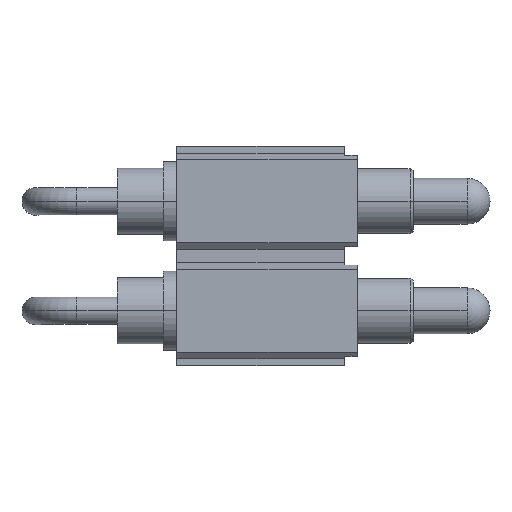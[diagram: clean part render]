
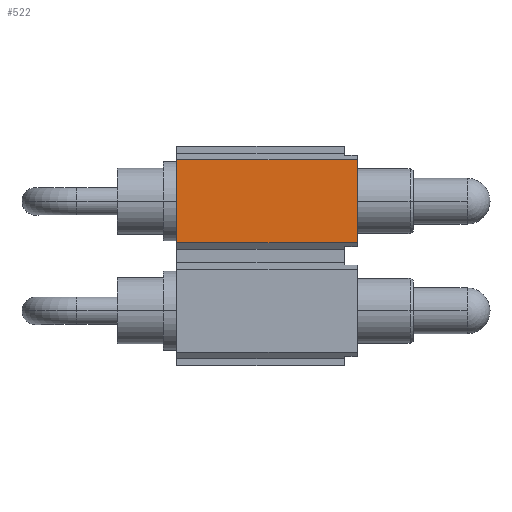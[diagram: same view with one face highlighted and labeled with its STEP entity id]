
A CAD part, top view. The second image highlights one B-rep face of the part: STEP entity #522.
In plain terms, the highlighted planar face has unit normal (0, 0, 1).
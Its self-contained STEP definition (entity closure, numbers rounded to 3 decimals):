
#122 = VERTEX_POINT('',#123);
#123 = CARTESIAN_POINT('',(3.259,-0.994,2.555)
  );
#129 = EDGE_CURVE('',#122,#130,#132,.T.);
#130 = VERTEX_POINT('',#131);
#131 = CARTESIAN_POINT('',(3.259,0.934,2.555));
#132 = LINE('',#133,#134);
#133 = CARTESIAN_POINT('',(3.259,-3.534,2.555)
  );
#134 = VECTOR('',#135,1.);
#135 = DIRECTION('',(0.,1.,0.));
#504 = VERTEX_POINT('',#505);
#505 = CARTESIAN_POINT('',(7.45,-0.994,2.555)
  );
#511 = EDGE_CURVE('',#504,#122,#512,.T.);
#512 = LINE('',#513,#514);
#513 = CARTESIAN_POINT('',(10.27,-0.994,2.555)
  );
#514 = VECTOR('',#515,1.);
#515 = DIRECTION('',(-1.,0.,0.));
#522 = ADVANCED_FACE('',(#523),#541,.T.);
#523 = FACE_BOUND('',#524,.T.);
#524 = EDGE_LOOP('',(#525,#526,#534,#540));
#525 = ORIENTED_EDGE('',*,*,#511,.F.);
#526 = ORIENTED_EDGE('',*,*,#527,.T.);
#527 = EDGE_CURVE('',#504,#528,#530,.T.);
#528 = VERTEX_POINT('',#529);
#529 = CARTESIAN_POINT('',(7.45,0.934,2.555));
#530 = LINE('',#531,#532);
#531 = CARTESIAN_POINT('',(7.45,-3.534,2.555)
  );
#532 = VECTOR('',#533,1.);
#533 = DIRECTION('',(0.,1.,0.));
#534 = ORIENTED_EDGE('',*,*,#535,.T.);
#535 = EDGE_CURVE('',#528,#130,#536,.T.);
#536 = LINE('',#537,#538);
#537 = CARTESIAN_POINT('',(7.45,0.934,2.555));
#538 = VECTOR('',#539,1.);
#539 = DIRECTION('',(-1.,0.,0.));
#540 = ORIENTED_EDGE('',*,*,#129,.F.);
#541 = PLANE('',#542);
#542 = AXIS2_PLACEMENT_3D('',#543,#544,#545);
#543 = CARTESIAN_POINT('',(7.45,-3.534,2.555)
  );
#544 = DIRECTION('',(0.,0.,1.));
#545 = DIRECTION('',(0.,1.,0.));
